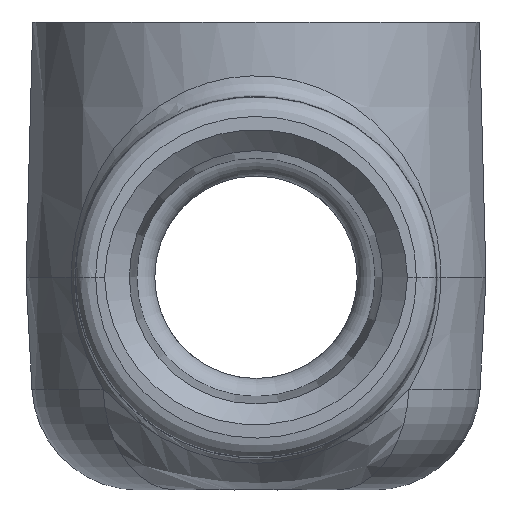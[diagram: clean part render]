
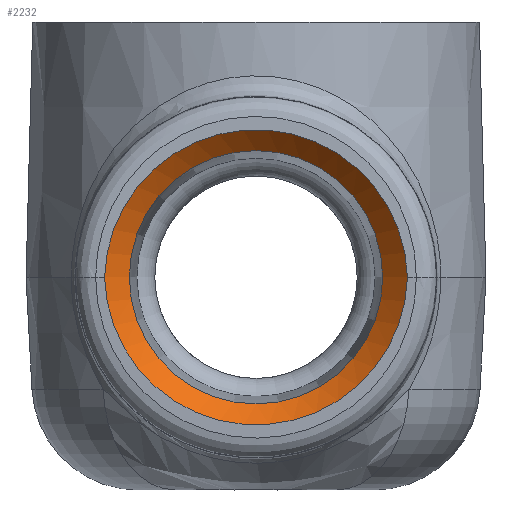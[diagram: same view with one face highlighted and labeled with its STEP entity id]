
A CAD part, left-side view. The second image highlights one B-rep face of the part: STEP entity #2232.
In plain terms, the highlighted conical face has half-angle 45.012 degrees and reference radius 11.303 mm.
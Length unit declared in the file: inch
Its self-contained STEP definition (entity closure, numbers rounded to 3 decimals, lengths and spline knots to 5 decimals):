
#139=FACE_BOUND('',#624,.T.);
#296=CIRCLE('',#2514,0.37214);
#393=CONICAL_SURFACE('',#2519,0.445,0.786);
#444=FACE_OUTER_BOUND('',#623,.T.);
#623=EDGE_LOOP('',(#1710));
#624=EDGE_LOOP('',(#1711,#1712));
#742=ELLIPSE('',#2370,0.44546,0.44515);
#746=ELLIPSE('',#2425,0.44546,0.44515);
#931=VERTEX_POINT('',#3369);
#934=VERTEX_POINT('',#3374);
#1109=VERTEX_POINT('',#5635);
#1134=EDGE_CURVE('',#934,#931,#742,.F.);
#1226=EDGE_CURVE('',#931,#934,#746,.F.);
#1329=EDGE_CURVE('',#1109,#1109,#296,.F.);
#1710=ORIENTED_EDGE('',*,*,#1329,.F.);
#1711=ORIENTED_EDGE('',*,*,#1226,.F.);
#1712=ORIENTED_EDGE('',*,*,#1134,.F.);
#2232=ADVANCED_FACE('',(#444,#139),#393,.F.);
#2370=AXIS2_PLACEMENT_3D('',#3376,#2686,#2687);
#2425=AXIS2_PLACEMENT_3D('',#5104,#2828,#2829);
#2514=AXIS2_PLACEMENT_3D('',#5636,#3028,#3029);
#2519=AXIS2_PLACEMENT_3D('',#5642,#3038,#3039);
#2686=DIRECTION('center_axis',(-1.,0.,
-0.026));
#2687=DIRECTION('ref_axis',(-0.026,0.,1.));
#2828=DIRECTION('center_axis',(-1.,0.,
0.026));
#2829=DIRECTION('ref_axis',(-0.026,0.,-1.));
#3028=DIRECTION('center_axis',(1.,0.,0.));
#3029=DIRECTION('ref_axis',(0.,0.,-1.));
#3038=DIRECTION('center_axis',(-1.,0.,0.));
#3039=DIRECTION('ref_axis',(0.,0.,1.));
#3369=CARTESIAN_POINT('',(-3.41225,3.195,-0.75));
#3374=CARTESIAN_POINT('',(-3.41225,2.305,-0.75));
#3376=CARTESIAN_POINT('Origin',(-3.41256,2.75,-0.73833));
#5104=CARTESIAN_POINT('Origin',(-3.41256,2.75,-0.76167));
#5635=CARTESIAN_POINT('',(-3.33942,2.75,-1.12214));
#5636=CARTESIAN_POINT('Origin',(-3.33942,2.75,-0.75));
#5642=CARTESIAN_POINT('Origin',(-3.41225,2.75,-0.75));
